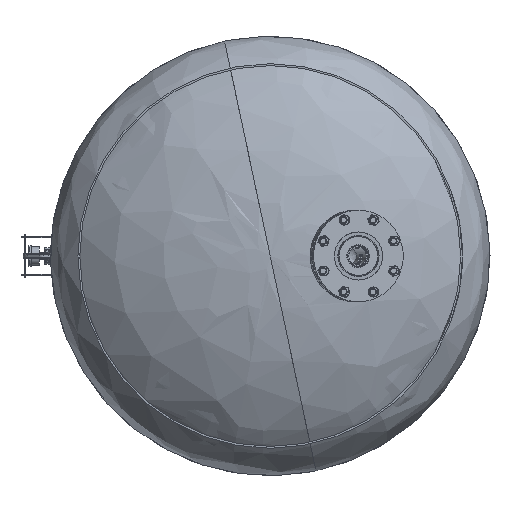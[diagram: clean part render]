
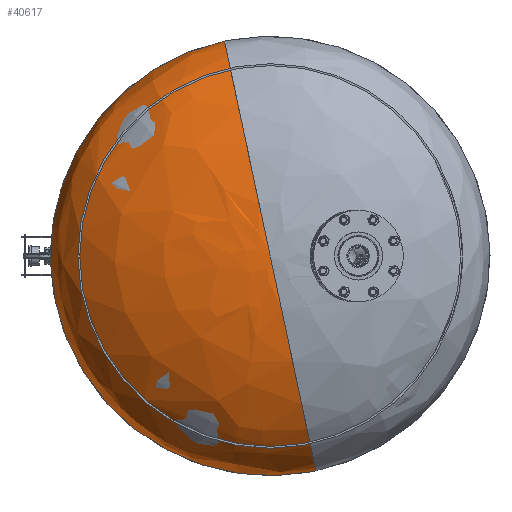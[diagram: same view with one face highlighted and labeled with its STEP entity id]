
A CAD part, front view. The second image highlights one B-rep face of the part: STEP entity #40617.
In plain terms, the highlighted free-form (B-spline) face has degree [3, 3] with [4, 4] control points.
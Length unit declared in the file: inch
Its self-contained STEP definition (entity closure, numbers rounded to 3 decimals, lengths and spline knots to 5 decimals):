
#86 =( BOUNDED_CURVE ( )  B_SPLINE_CURVE ( 3, ( #18364, #17572, #25992, #46245 ),
 .UNSPECIFIED., .F., .F. ) 
 B_SPLINE_CURVE_WITH_KNOTS ( ( 4, 4 ),
 ( 1.5708, 3.14159 ),
 .UNSPECIFIED. ) 
 CURVE ( )  GEOMETRIC_REPRESENTATION_ITEM ( )  RATIONAL_B_SPLINE_CURVE ( ( 1., 0.805, 0.805, 1. ) ) 
 REPRESENTATION_ITEM ( '' )  );
#1607 = VERTEX_POINT ( 'NONE', #5003 ) ;
#2489 = DIRECTION ( 'NONE',  ( 1., 0., 0. ) ) ;
#2616 = EDGE_LOOP ( 'NONE', ( #34762, #3081, #23845 ) ) ;
#2687 = CARTESIAN_POINT ( 'NONE',  ( 24., 1.125, 0. ) ) ;
#3081 = ORIENTED_EDGE ( 'NONE', *, *, #24638, .T. ) ;
#3461 =( BOUNDED_CURVE ( )  B_SPLINE_CURVE ( 3, ( #14859, #30889, #42989, #11965 ),
 .UNSPECIFIED., .F., .F. ) 
 B_SPLINE_CURVE_WITH_KNOTS ( ( 4, 4 ),
 ( 1.5708, 3.14159 ),
 .UNSPECIFIED. ) 
 CURVE ( )  GEOMETRIC_REPRESENTATION_ITEM ( )  RATIONAL_B_SPLINE_CURVE ( ( 1., 0.805, 0.805, 1. ) ) 
 REPRESENTATION_ITEM ( '' )  );
#5003 = CARTESIAN_POINT ( 'NONE',  ( -24., 1.125, 0. ) ) ;
#6375 = CARTESIAN_POINT ( 'NONE',  ( 14.05887, 13.25, 28.11775 ) ) ;
#6444 = CARTESIAN_POINT ( 'NONE',  ( 0., 1.125, 0. ) ) ;
#6616 = CARTESIAN_POINT ( 'NONE',  ( -14.05887, 13.25, 0. ) ) ;
#6893 = CARTESIAN_POINT ( 'NONE',  ( -14.05887, 13.25, 28.11775 ) ) ;
#11965 = CARTESIAN_POINT ( 'NONE',  ( -24., 1.125, 0. ) ) ;
#14859 = CARTESIAN_POINT ( 'NONE',  ( 0., 13.25, 0. ) ) ;
#17572 = CARTESIAN_POINT ( 'NONE',  ( 14.05887, 13.25, 0. ) ) ;
#18323 = CARTESIAN_POINT ( 'NONE',  ( 0., 13.25, 0. ) ) ;
#18364 = CARTESIAN_POINT ( 'NONE',  ( 0., 13.25, 0. ) ) ;
#18707 = CARTESIAN_POINT ( 'NONE',  ( -24., 1.125, 0. ) ) ;
#20667 = EDGE_CURVE ( 'NONE', #49921, #1607, #27711, .T. ) ;
#23845 = ORIENTED_EDGE ( 'NONE', *, *, #20667, .F. ) ;
#24638 = EDGE_CURVE ( 'NONE', #37629, #1607, #3461, .T. ) ;
#25992 = CARTESIAN_POINT ( 'NONE',  ( 24., 8.22766, 0. ) ) ;
#26590 = CARTESIAN_POINT ( 'NONE',  ( 0., 13.25, 0. ) ) ;
#27711 = CIRCLE ( 'NONE', #35283, 24. ) ;
#29755 = CARTESIAN_POINT ( 'NONE',  ( 0., 13.25, 0. ) ) ;
#30889 = CARTESIAN_POINT ( 'NONE',  ( -14.05887, 13.25, 0. ) ) ;
#31648 = CARTESIAN_POINT ( 'NONE',  ( 24., 1.125, 0. ) ) ;
#34762 = ORIENTED_EDGE ( 'NONE', *, *, #48918, .F. ) ;
#34989 = CARTESIAN_POINT ( 'NONE',  ( 0., 13.25, 0. ) ) ;
#35283 = AXIS2_PLACEMENT_3D ( 'NONE', #6444, #38478, #2489 ) ;
#37629 = VERTEX_POINT ( 'NONE', #18323 ) ;
#38155 = CARTESIAN_POINT ( 'NONE',  ( 24., 1.125, 48. ) ) ;
#38478 = DIRECTION ( 'NONE',  ( 0., -1., 0. ) ) ;
#38667 = FACE_OUTER_BOUND ( 'NONE', #2616, .T. ) ;
#39362 =( BOUNDED_SURFACE ( )  B_SPLINE_SURFACE ( 3, 3, ( 
 ( #26590, #46311, #29755, #34989 ),
 ( #42613, #6375, #6893, #6616 ),
 ( #42880, #41832, #50507, #42101 ),
 ( #2687, #38155, #45788, #18707 ) ),
 .UNSPECIFIED., .F., .F., .F. ) 
 B_SPLINE_SURFACE_WITH_KNOTS ( ( 4, 4 ),
 ( 4, 4 ),
 ( 0., 1. ),
 ( 0., 1. ),
 .UNSPECIFIED. ) 
 GEOMETRIC_REPRESENTATION_ITEM ( )  RATIONAL_B_SPLINE_SURFACE ( (
 ( 1., 0.333, 0.333, 1.),
 ( 0.805, 0.268, 0.268, 0.805),
 ( 0.805, 0.268, 0.268, 0.805),
 ( 1., 0.333, 0.333, 1.) ) ) 
 REPRESENTATION_ITEM ( '' )  SURFACE ( )  );
#40617 = ADVANCED_FACE ( 'NONE', ( #38667 ), #39362, .F. ) ;
#41832 = CARTESIAN_POINT ( 'NONE',  ( 24., 8.22766, 48. ) ) ;
#42101 = CARTESIAN_POINT ( 'NONE',  ( -24., 8.22766, 0. ) ) ;
#42613 = CARTESIAN_POINT ( 'NONE',  ( 14.05887, 13.25, 0. ) ) ;
#42880 = CARTESIAN_POINT ( 'NONE',  ( 24., 8.22766, 0. ) ) ;
#42989 = CARTESIAN_POINT ( 'NONE',  ( -24., 8.22766, 0. ) ) ;
#45788 = CARTESIAN_POINT ( 'NONE',  ( -24., 1.125, 48. ) ) ;
#46245 = CARTESIAN_POINT ( 'NONE',  ( 24., 1.125, 0. ) ) ;
#46311 = CARTESIAN_POINT ( 'NONE',  ( 0., 13.25, 0. ) ) ;
#48918 = EDGE_CURVE ( 'NONE', #37629, #49921, #86, .T. ) ;
#49921 = VERTEX_POINT ( 'NONE', #31648 ) ;
#50507 = CARTESIAN_POINT ( 'NONE',  ( -24., 8.22766, 48. ) ) ;
